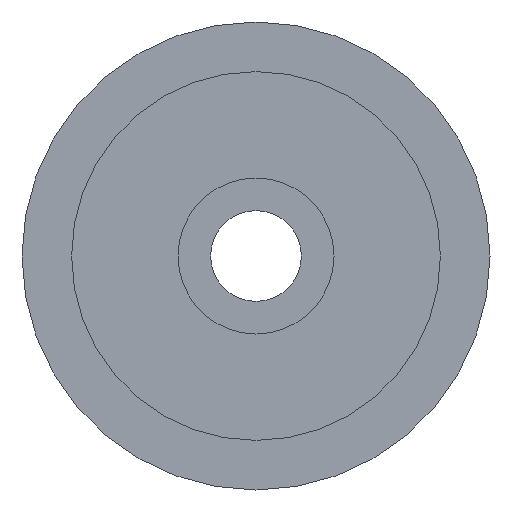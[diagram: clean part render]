
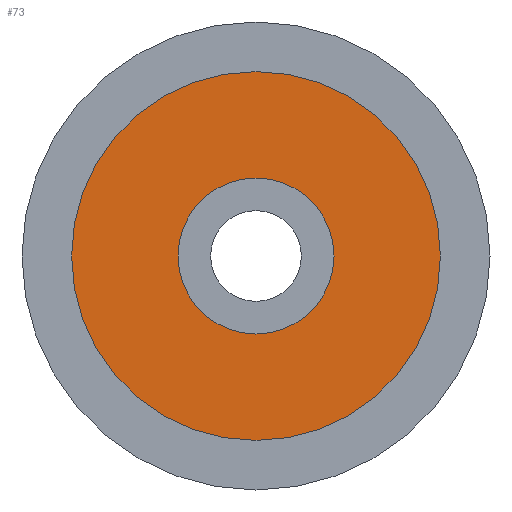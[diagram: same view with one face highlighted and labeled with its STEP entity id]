
A CAD part, left-side view. The second image highlights one B-rep face of the part: STEP entity #73.
In plain terms, the highlighted planar face has unit normal (-1, 0, 0).
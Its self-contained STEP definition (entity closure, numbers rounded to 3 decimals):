
#9 = DIRECTION ( 'NONE',  ( 0., 0., 1. ) ) ;
#21 = AXIS2_PLACEMENT_3D ( 'NONE', #435, #186, #26 ) ;
#26 = DIRECTION ( 'NONE',  ( 0., 0., -1. ) ) ;
#42 = ORIENTED_EDGE ( 'NONE', *, *, #398, .F. ) ;
#53 = CARTESIAN_POINT ( 'NONE',  ( 6., 0., 65. ) ) ;
#60 = DIRECTION ( 'NONE',  ( 0., 0., 1. ) ) ;
#73 = ADVANCED_FACE ( 'NONE', ( #368, #177 ), #293, .F. ) ;
#84 = ORIENTED_EDGE ( 'NONE', *, *, #98, .T. ) ;
#92 = CARTESIAN_POINT ( 'NONE',  ( 6., 0., 27.5 ) ) ;
#98 = EDGE_CURVE ( 'NONE', #421, #421, #167, .T. ) ;
#100 = CARTESIAN_POINT ( 'NONE',  ( 6., 0., 0. ) ) ;
#167 = CIRCLE ( 'NONE', #439, 65. ) ;
#177 = FACE_OUTER_BOUND ( 'NONE', #317, .T. ) ;
#186 = DIRECTION ( 'NONE',  ( 1., 0., 0. ) ) ;
#211 = EDGE_LOOP ( 'NONE', ( #42 ) ) ;
#236 = CARTESIAN_POINT ( 'NONE',  ( 6., 0., 0. ) ) ;
#293 = PLANE ( 'NONE',  #21 ) ;
#317 = EDGE_LOOP ( 'NONE', ( #84 ) ) ;
#321 = CIRCLE ( 'NONE', #463, 27.5 ) ;
#354 = DIRECTION ( 'NONE',  ( -1., 0., 0. ) ) ;
#361 = DIRECTION ( 'NONE',  ( -1., 0., 0. ) ) ;
#368 = FACE_BOUND ( 'NONE', #211, .T. ) ;
#398 = EDGE_CURVE ( 'NONE', #429, #429, #321, .T. ) ;
#421 = VERTEX_POINT ( 'NONE', #53 ) ;
#429 = VERTEX_POINT ( 'NONE', #92 ) ;
#435 = CARTESIAN_POINT ( 'NONE',  ( 6., 27.5, 0. ) ) ;
#439 = AXIS2_PLACEMENT_3D ( 'NONE', #100, #361, #60 ) ;
#463 = AXIS2_PLACEMENT_3D ( 'NONE', #236, #354, #9 ) ;
